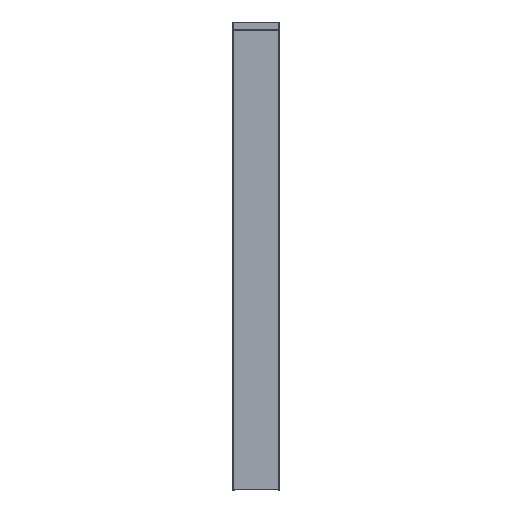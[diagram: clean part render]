
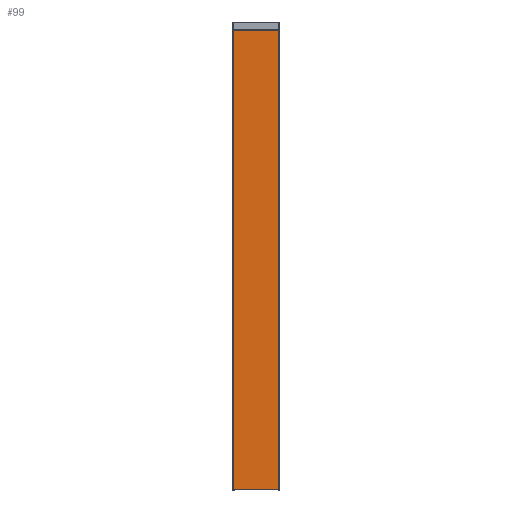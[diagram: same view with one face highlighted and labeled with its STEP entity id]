
A CAD part, front view. The second image highlights one B-rep face of the part: STEP entity #99.
In plain terms, the highlighted planar face has unit normal (0, -1, 0).
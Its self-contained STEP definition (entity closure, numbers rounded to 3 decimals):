
#99=ADVANCED_FACE('',(#198),#1368,.T.);
#198=FACE_OUTER_BOUND('',#297,.T.);
#297=EDGE_LOOP('',(#693,#694,#695,#696));
#693=ORIENTED_EDGE('',*,*,#955,.T.);
#694=ORIENTED_EDGE('',*,*,#956,.F.);
#695=ORIENTED_EDGE('',*,*,#812,.T.);
#696=ORIENTED_EDGE('',*,*,#806,.F.);
#806=EDGE_CURVE('',#1237,#1239,#1071,.T.);
#812=EDGE_CURVE('',#1243,#1239,#1076,.T.);
#955=EDGE_CURVE('',#1237,#1325,#1192,.T.);
#956=EDGE_CURVE('',#1243,#1325,#1193,.T.);
#1071=B_SPLINE_CURVE_WITH_KNOTS('',1,(#3846,#3847),.UNSPECIFIED.,.F.,.F.,
(2,2),(0.,2995.555),.UNSPECIFIED.);
#1076=B_SPLINE_CURVE_WITH_KNOTS('',1,(#3859,#3860),.UNSPECIFIED.,.F.,.F.,
(2,2),(-296.,0.),.UNSPECIFIED.);
#1192=B_SPLINE_CURVE_WITH_KNOTS('',1,(#4421,#4422),.UNSPECIFIED.,.F.,.F.,
(2,2),(-296.,0.),.UNSPECIFIED.);
#1193=B_SPLINE_CURVE_WITH_KNOTS('',1,(#4423,#4424),.UNSPECIFIED.,.F.,.F.,
(2,2),(0.,2995.555),.UNSPECIFIED.);
#1237=VERTEX_POINT('',#3574);
#1239=VERTEX_POINT('',#3576);
#1243=VERTEX_POINT('',#3580);
#1325=VERTEX_POINT('',#3662);
#1368=PLANE('',#1487);
#1487=AXIS2_PLACEMENT_3D('',#3107,#1532,$);
#1532=DIRECTION('',(0.,-1.,0.));
#3107=CARTESIAN_POINT('',(181.28,0.,-303.235));
#3574=CARTESIAN_POINT('',(148.,0.,2995.555));
#3576=CARTESIAN_POINT('',(148.,0.,0.));
#3580=CARTESIAN_POINT('',(-148.,0.,0.));
#3662=CARTESIAN_POINT('',(-148.,0.,2995.555));
#3846=CARTESIAN_POINT('',(148.,0.,2995.555));
#3847=CARTESIAN_POINT('',(148.,0.,0.));
#3859=CARTESIAN_POINT('',(-148.,0.,0.));
#3860=CARTESIAN_POINT('',(148.,0.,0.));
#4421=CARTESIAN_POINT('',(148.,0.,2995.555));
#4422=CARTESIAN_POINT('',(-148.,0.,2995.555));
#4423=CARTESIAN_POINT('',(-148.,0.,0.));
#4424=CARTESIAN_POINT('',(-148.,0.,2995.555));
